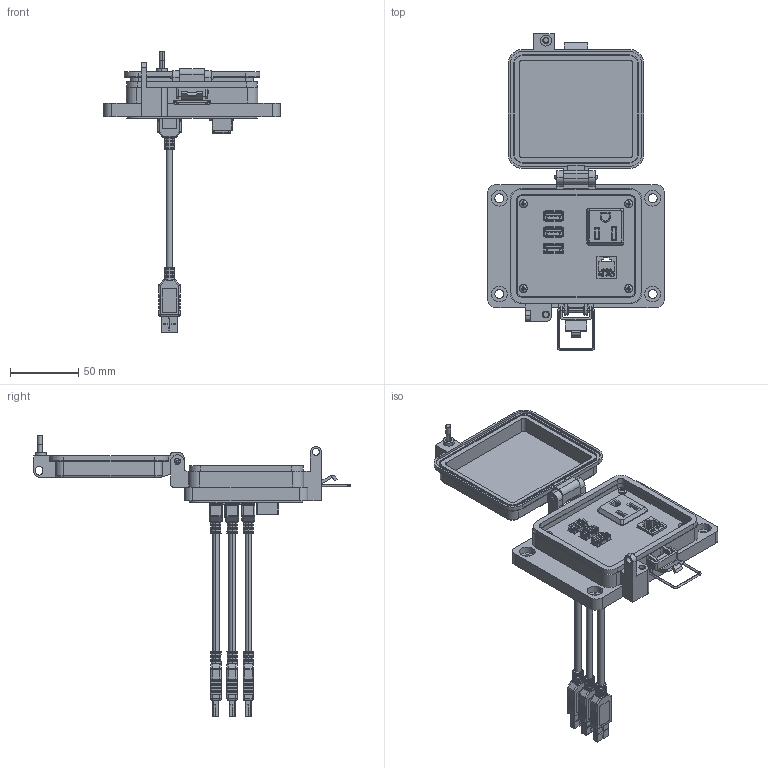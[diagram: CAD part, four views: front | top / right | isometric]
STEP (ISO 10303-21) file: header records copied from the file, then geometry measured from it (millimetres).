
FILE_DESCRIPTION (( 'STEP AP203' ), '1' );
FILE_NAME ('P-P11#3R2-K3R0_3D.STEP', '2018-05-14T18:44:31', ( '' ), ( '' ), 'SwSTEP 2.0', 'SolidWorks 2017', '' );
FILE_SCHEMA (( 'CONFIG_CONTROL_DESIGN' ));
Length unit declared in the file: millimetre
Products named in the file (12): R2; Z-H-K3_B; Z-200-OTLT-R0SQ; R; P-P11#3R2-K3R0_BP180_1; P-P11#3R2-K3R0_FP060_1; -K3; M3PH_14M3; Z-020-3047; P-P11#3R2-K3R0_3D; P11; Z-300-RJ45CAT5
Assembly tree (16 placements, depth 3):
  P-P11#3R2-K3R0_3D
    -K3
      Z-H-K3_B
    P11  x3
      Z-020-3047
    R2
      Z-300-RJ45CAT5
    R
      Z-200-OTLT-R0SQ
    P-P11#3R2-K3R0_BP180_1
    P-P11#3R2-K3R0_FP060_1
    M3PH_14M3  x4
Bounding box: 129 x 231.28 x 205.62 mm (x, y, z)
Volume: 201305 mm3; surface area: 137364.8 mm2
Topology: 48 solids, 48 shells, 4512 faces, 12707 edges, 8266 vertices
Faces by surface type: plane 2557, cylinder 1584, bspline 286, cone 45, torus 32, sphere 8
Entity records: 81748 total; most frequent: CARTESIAN_POINT 24969, ORIENTED_EDGE 12120, DIRECTION 10758, EDGE_CURVE 6060, VECTOR 4006, LINE 4006, VERTEX_POINT 3981, AXIS2_PLACEMENT_3D 3376
